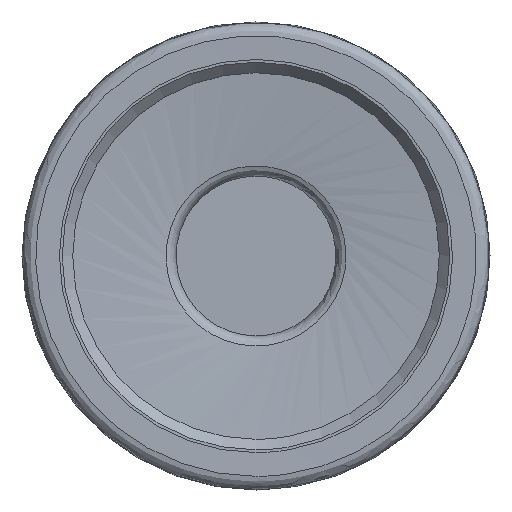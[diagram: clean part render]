
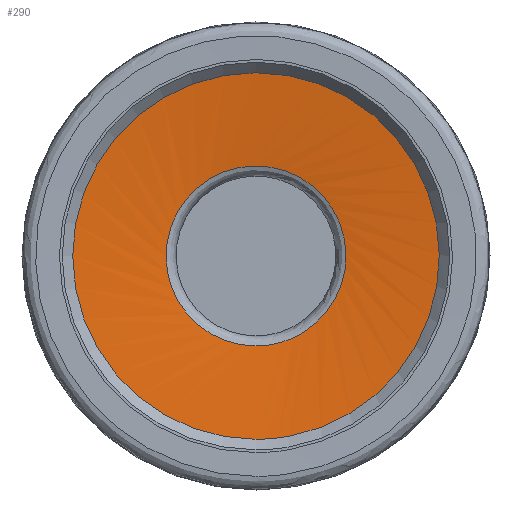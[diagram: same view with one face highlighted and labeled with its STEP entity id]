
A CAD part, left-side view. The second image highlights one B-rep face of the part: STEP entity #290.
In plain terms, the highlighted face is a revolution surface.
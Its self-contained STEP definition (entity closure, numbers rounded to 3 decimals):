
#39=B_SPLINE_CURVE_WITH_KNOTS('',3,(#755,#756,#757,#758),.UNSPECIFIED.,
 .F.,.F.,(4,4),(0.,1.),.UNSPECIFIED.);
#50=SURFACE_OF_REVOLUTION('',#39,#64);
#64=AXIS1_PLACEMENT('',#759,#635);
#257=FACE_BOUND('',#346,.T.);
#258=FACE_BOUND('',#347,.T.);
#290=ADVANCED_FACE('',(#257,#258),#50,.T.);
#346=EDGE_LOOP('',(#402));
#347=EDGE_LOOP('',(#403));
#402=ORIENTED_EDGE('',*,*,#463,.F.);
#403=ORIENTED_EDGE('',*,*,#462,.T.);
#434=VERTEX_POINT('',#747);
#435=VERTEX_POINT('',#754);
#462=EDGE_CURVE('',#434,#434,#490,.T.);
#463=EDGE_CURVE('',#435,#435,#491,.T.);
#490=CIRCLE('',#534,3.278);
#491=CIRCLE('',#535,6.676);
#534=AXIS2_PLACEMENT_3D('',#746,#630,#631);
#535=AXIS2_PLACEMENT_3D('',#753,#633,#634);
#630=DIRECTION('',(1.,0.,0.));
#631=DIRECTION('',(0.,0.,-1.));
#633=DIRECTION('',(1.,0.,0.));
#634=DIRECTION('',(0.,0.,-1.));
#635=DIRECTION('',(1.,0.,0.));
#746=CARTESIAN_POINT('',(0.836,0.,0.));
#747=CARTESIAN_POINT('',(0.836,0.,-3.278));
#753=CARTESIAN_POINT('',(0.454,0.,0.));
#754=CARTESIAN_POINT('',(0.454,0.,-6.676));
#755=CARTESIAN_POINT('',(0.836,-2.968,1.392));
#756=CARTESIAN_POINT('',(0.71,-4.199,1.075));
#757=CARTESIAN_POINT('',(0.582,-5.43,0.76));
#758=CARTESIAN_POINT('',(0.454,-6.661,0.444));
#759=CARTESIAN_POINT('',(30.,0.,0.));
